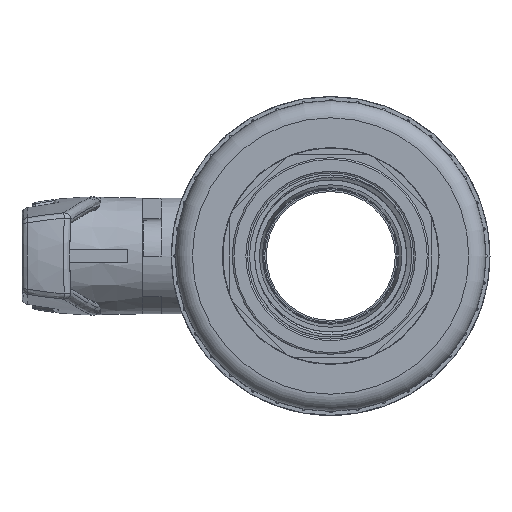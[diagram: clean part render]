
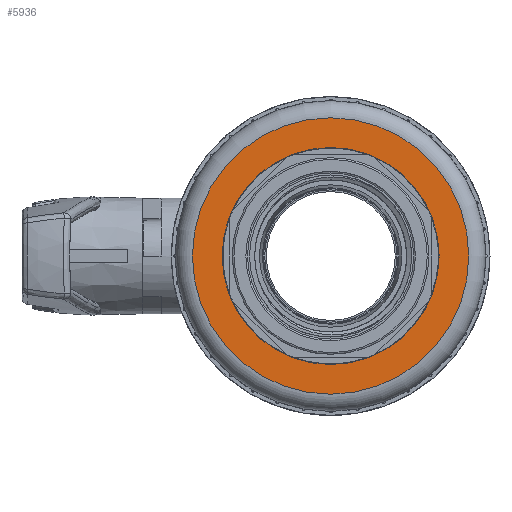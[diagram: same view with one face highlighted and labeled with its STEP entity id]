
A CAD part, left-side view. The second image highlights one B-rep face of the part: STEP entity #5936.
In plain terms, the highlighted planar face has unit normal (-1, 0, 0).
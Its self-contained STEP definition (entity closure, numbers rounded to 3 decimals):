
#5936=ADVANCED_FACE('',(#7219,#7220),#6732,.F.);
#6732=PLANE('',#20868);
#7219=FACE_BOUND('',#8174,.T.);
#7220=FACE_BOUND('',#8175,.T.);
#8174=EDGE_LOOP('',(#12242));
#8175=EDGE_LOOP('',(#12243));
#12242=ORIENTED_EDGE('',*,*,#18062,.T.);
#12243=ORIENTED_EDGE('',*,*,#18063,.T.);
#15607=VERTEX_POINT('',#40478);
#15608=VERTEX_POINT('',#40480);
#18062=EDGE_CURVE('',#15607,#15607,#19495,.T.);
#18063=EDGE_CURVE('',#15608,#15608,#19496,.T.);
#19495=CIRCLE('',#20866,40.75);
#19496=CIRCLE('',#20867,32.);
#20866=AXIS2_PLACEMENT_3D('',#40477,#24787,#24788);
#20867=AXIS2_PLACEMENT_3D('',#40479,#24789,#24790);
#20868=AXIS2_PLACEMENT_3D('',#40481,#24791,#24792);
#24787=DIRECTION('',(-1.,0.,0.));
#24788=DIRECTION('',(0.,1.,0.));
#24789=DIRECTION('',(1.,0.,0.));
#24790=DIRECTION('',(0.,0.,-1.));
#24791=DIRECTION('',(1.,0.,0.));
#24792=DIRECTION('',(0.,-1.,0.));
#40477=CARTESIAN_POINT('',(-315.1,-1.25,0.));
#40478=CARTESIAN_POINT('',(-315.1,39.5,0.));
#40479=CARTESIAN_POINT('',(-315.1,-1.25,0.));
#40480=CARTESIAN_POINT('',(-315.1,-1.25,-32.));
#40481=CARTESIAN_POINT('',(-315.1,44.5,0.));
